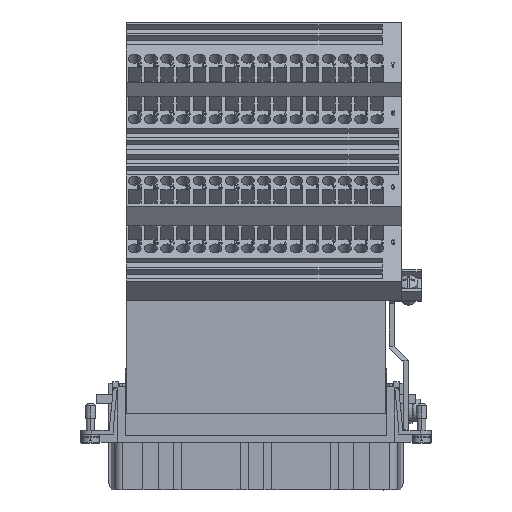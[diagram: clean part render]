
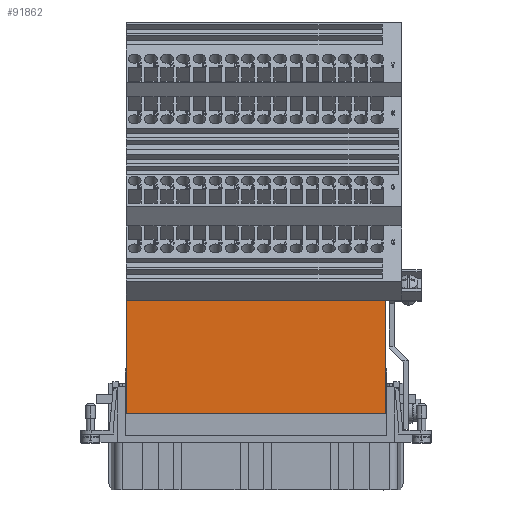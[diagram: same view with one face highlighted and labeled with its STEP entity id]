
A CAD part, top view. The second image highlights one B-rep face of the part: STEP entity #91862.
In plain terms, the highlighted planar face has unit normal (0, 0, 1).
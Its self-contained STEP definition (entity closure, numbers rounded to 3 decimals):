
#81187=CARTESIAN_POINT('',(-40.75,9.,15.5));
#81188=VERTEX_POINT('',#81187);
#81195=CARTESIAN_POINT('',(-40.75,44.5,15.5));
#81196=VERTEX_POINT('',#81195);
#81197=CARTESIAN_POINT('',(-40.75,44.5,15.5));
#81198=DIRECTION('',(0.0,-1.0,0.0));
#81199=VECTOR('',#81198,35.5);
#81200=LINE('',#81197,#81199);
#81201=EDGE_CURVE('',#81196,#81188,#81200,.T.);
#91638=CARTESIAN_POINT('',(40.75,44.5,15.5));
#91639=VERTEX_POINT('',#91638);
#91640=CARTESIAN_POINT('',(-40.75,44.5,15.5));
#91641=DIRECTION('',(1.0,0.0,0.0));
#91642=VECTOR('',#91641,81.5);
#91643=LINE('',#91640,#91642);
#91644=EDGE_CURVE('',#81196,#91639,#91643,.T.);
#91822=CARTESIAN_POINT('',(40.75,9.,15.5));
#91823=VERTEX_POINT('',#91822);
#91830=CARTESIAN_POINT('',(-40.75,9.,15.5));
#91831=DIRECTION('',(1.0,0.0,0.0));
#91832=VECTOR('',#91831,81.5);
#91833=LINE('',#91830,#91832);
#91834=EDGE_CURVE('',#81188,#91823,#91833,.T.);
#91846=CARTESIAN_POINT('',(0.0,9.,15.5));
#91847=DIRECTION('',(0.0,0.0,1.0));
#91848=DIRECTION('',(1.0,0.0,0.0));
#91849=AXIS2_PLACEMENT_3D('',#91846,#91847,#91848);
#91850=PLANE('',#91849);
#91851=CARTESIAN_POINT('',(40.75,9.,15.5));
#91852=DIRECTION('',(0.0,1.0,0.0));
#91853=VECTOR('',#91852,35.5);
#91854=LINE('',#91851,#91853);
#91855=EDGE_CURVE('',#91823,#91639,#91854,.T.);
#91856=ORIENTED_EDGE('',*,*,#91855,.T.);
#91857=ORIENTED_EDGE('',*,*,#91644,.F.);
#91858=ORIENTED_EDGE('',*,*,#81201,.T.);
#91859=ORIENTED_EDGE('',*,*,#91834,.T.);
#91860=EDGE_LOOP('',(#91856,#91857,#91858,#91859));
#91861=FACE_OUTER_BOUND('',#91860,.T.);
#91862=ADVANCED_FACE('',(#91861),#91850,.T.);
